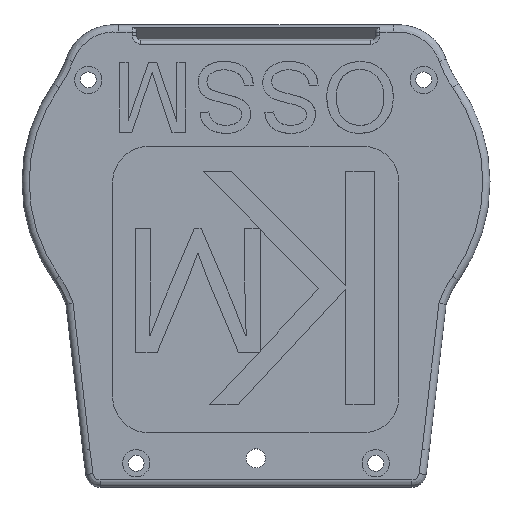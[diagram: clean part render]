
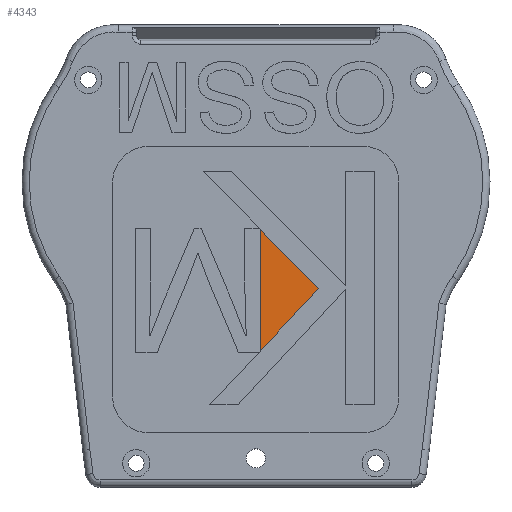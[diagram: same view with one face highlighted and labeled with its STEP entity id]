
A CAD part, top view. The second image highlights one B-rep face of the part: STEP entity #4343.
In plain terms, the highlighted planar face has unit normal (0, 0, 1).
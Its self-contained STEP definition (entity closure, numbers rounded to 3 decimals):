
#245=PLANE('',#4523);
#450=FACE_OUTER_BOUND('',#703,.T.);
#703=EDGE_LOOP('',(#3751,#3752,#3753));
#1052=LINE('',#8714,#1383);
#1055=LINE('',#8719,#1386);
#1056=LINE('',#8721,#1387);
#1383=VECTOR('',#5133,10.);
#1386=VECTOR('',#5138,10.);
#1387=VECTOR('',#5141,10.);
#2005=VERTEX_POINT('',#8711);
#2006=VERTEX_POINT('',#8713);
#2007=VERTEX_POINT('',#8717);
#2595=EDGE_CURVE('',#2005,#2006,#1052,.T.);
#2598=EDGE_CURVE('',#2007,#2005,#1055,.T.);
#2599=EDGE_CURVE('',#2006,#2007,#1056,.T.);
#3751=ORIENTED_EDGE('',*,*,#2599,.F.);
#3752=ORIENTED_EDGE('',*,*,#2595,.F.);
#3753=ORIENTED_EDGE('',*,*,#2598,.F.);
#4343=ADVANCED_FACE('',(#450),#245,.F.);
#4523=AXIS2_PLACEMENT_3D('',#8722,#5142,#5143);
#5133=DIRECTION('',(0.,1.,0.));
#5138=DIRECTION('',(-0.683,-0.73,0.));
#5141=DIRECTION('',(0.702,-0.713,0.));
#5142=DIRECTION('center_axis',(0.,0.,-1.));
#5143=DIRECTION('ref_axis',(-1.,0.,0.));
#8711=CARTESIAN_POINT('',(0.844,-36.83,36.8));
#8713=CARTESIAN_POINT('',(0.844,-11.336,36.8));
#8714=CARTESIAN_POINT('',(0.844,-11.148,36.8));
#8717=CARTESIAN_POINT('',(13.073,-23.755,36.8));
#8719=CARTESIAN_POINT('',(-9.629,-48.026,36.8));
#8721=CARTESIAN_POINT('',(13.073,-23.755,36.8));
#8722=CARTESIAN_POINT('Origin',(6.958,-24.083,36.8));
